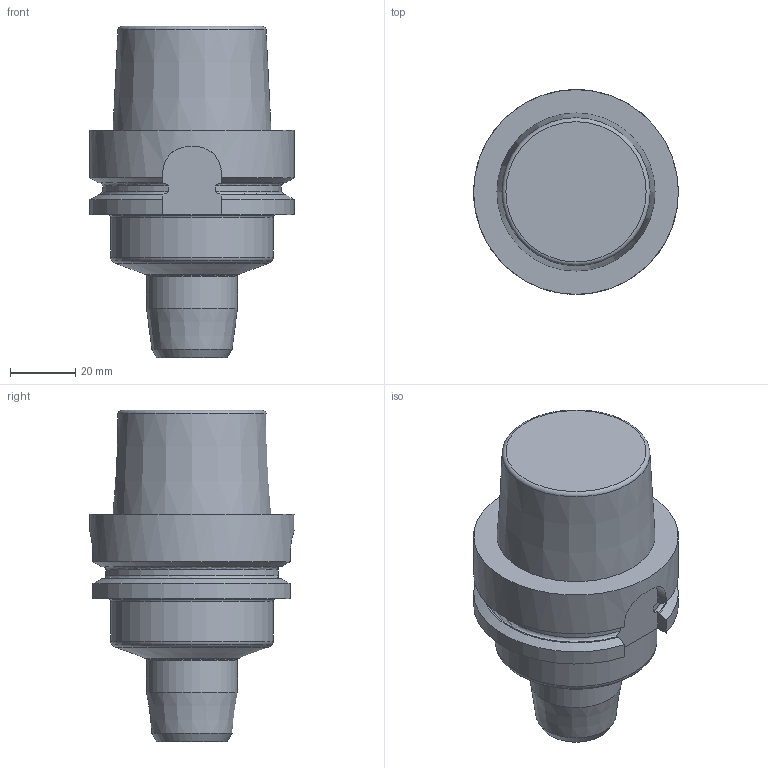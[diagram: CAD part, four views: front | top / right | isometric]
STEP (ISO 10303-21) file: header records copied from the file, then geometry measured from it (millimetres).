
FILE_DESCRIPTION(/* description */ (''),/* implementation_level */ '2;1');
FILE_NAME(/* name */ 'HSKA63-HC08-070_Basic.stp',/* time_stamp */ '2022-06-27T10:41:02+05:00',/* author */ (''),/* organization */ (''),/* preprocessor_version */ 'ST-DEVELOPER v16.7',/* originating_system */ 'SIEMENS PLM Software NX 12.0',/* authorisation */ '');
FILE_SCHEMA (('AUTOMOTIVE_DESIGN { 1 0 10303 214 3 1 1 1 }'));
Length unit declared in the file: millimetre
Products named in the file (1): inpu4850158A481n
Bounding box: 63 x 63 x 102 mm (x, y, z)
Volume: 176354.2 mm3; surface area: 21737.8 mm2
Topology: 1 solids, 1 shells, 60 faces, 161 edges, 109 vertices
Faces by surface type: plane 25, cylinder 13, torus 11, cone 11
Full cylindrical faces by diameter (mm): 8 x1, 28 x1, 50 x1, 63 x1
Entity records: 1993 total; most frequent: CARTESIAN_POINT 560, DIRECTION 278, ORIENTED_EDGE 274, EDGE_CURVE 137, AXIS2_PLACEMENT_3D 113, VERTEX_POINT 98, EDGE_LOOP 79, ADVANCED_FACE 60
